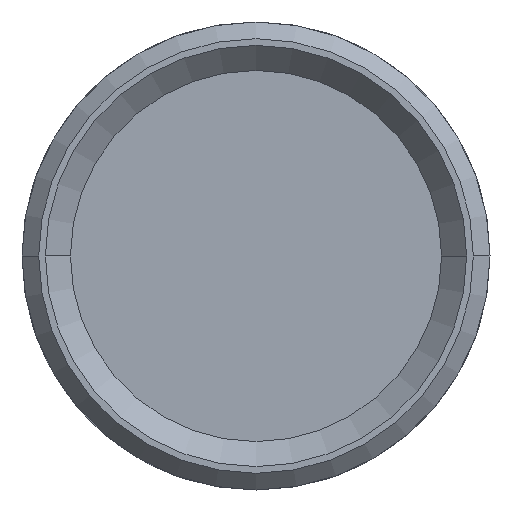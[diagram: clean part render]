
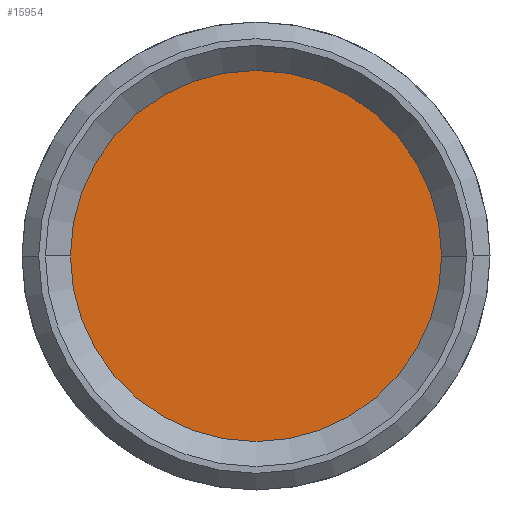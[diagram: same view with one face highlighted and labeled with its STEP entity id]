
A CAD part, front view. The second image highlights one B-rep face of the part: STEP entity #15954.
In plain terms, the highlighted planar face has unit normal (0, -1, 0).
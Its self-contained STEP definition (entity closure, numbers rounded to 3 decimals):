
#2920 = VERTEX_POINT ( 'NONE', #11047 ) ;
#3002 = AXIS2_PLACEMENT_3D ( 'NONE', #16991, #16992, #16993 ) ;
#3290 = CARTESIAN_POINT ( 'NONE',  ( 0., 1.44, 0. ) ) ;
#3291 = DIRECTION ( 'NONE',  ( 0., 1., 0. ) ) ;
#3292 = DIRECTION ( 'NONE',  ( 0., 0., -1. ) ) ;
#3444 = AXIS2_PLACEMENT_3D ( 'NONE', #4037, #4036, #4035 ) ;
#3457 = AXIS2_PLACEMENT_3D ( 'NONE', #3290, #3291, #3292 ) ;
#3495 = EDGE_CURVE ( 'NONE', #2920, #14623, #14944, .T. ) ;
#4035 = DIRECTION ( 'NONE',  ( 0., 0., -1. ) ) ;
#4036 = DIRECTION ( 'NONE',  ( 0., 1., 0. ) ) ;
#4037 = CARTESIAN_POINT ( 'NONE',  ( 0., 1.44, 0. ) ) ;
#4154 = CIRCLE ( 'NONE', #3457, 5.55 ) ;
#5068 = CARTESIAN_POINT ( 'NONE',  ( 5.55, 1.44, 0. ) ) ;
#11047 = CARTESIAN_POINT ( 'NONE',  ( -5.55, 1.44, 0. ) ) ;
#14623 = VERTEX_POINT ( 'NONE', #5068 ) ;
#14672 = EDGE_CURVE ( 'NONE', #14623, #2920, #4154, .T. ) ;
#14811 = EDGE_LOOP ( 'NONE', ( #14922, #14923 ) ) ;
#14922 = ORIENTED_EDGE ( 'NONE', *, *, #14672, .F. ) ;
#14923 = ORIENTED_EDGE ( 'NONE', *, *, #3495, .F. ) ;
#14944 = CIRCLE ( 'NONE', #3444, 5.55 ) ;
#15620 = FACE_OUTER_BOUND ( 'NONE', #14811, .T. ) ;
#15954 = ADVANCED_FACE ( 'NONE', ( #15620 ), #16983, .T. ) ;
#16983 = PLANE ( 'NONE',  #3002 ) ;
#16991 = CARTESIAN_POINT ( 'NONE',  ( 0., 1.44, 0. ) ) ;
#16992 = DIRECTION ( 'NONE',  ( 0., -1., 0. ) ) ;
#16993 = DIRECTION ( 'NONE',  ( 0., 0., -1. ) ) ;
